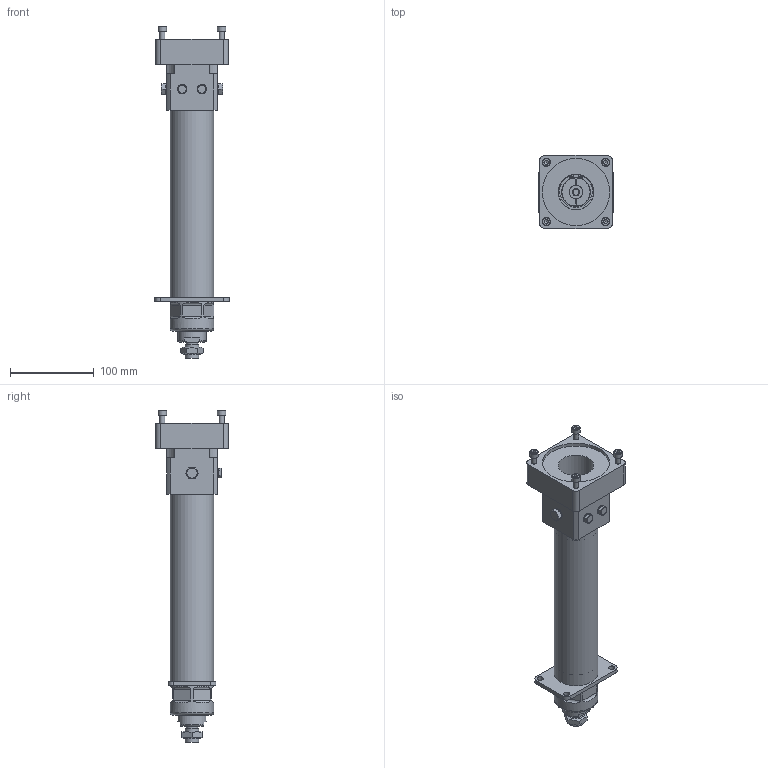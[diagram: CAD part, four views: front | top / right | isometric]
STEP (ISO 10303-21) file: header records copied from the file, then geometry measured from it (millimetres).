
FILE_DESCRIPTION (( 'STEP AP203' ), '1' );
FILE_NAME ('ERD-485331-1.step', '2025-04-03T01:34:13', ( '' ), ( '' ), 'SwSTEP 2.0', 'SolidWorks 2024', '' );
FILE_SCHEMA (( 'CONFIG_CONTROL_DESIGN' ));
Length unit declared in the file: inch
Products named in the file (7): tempJoin0_45109053_ERD-485331-1; tempJoin0_21939226_ERD-485331-1; 21931023_ERD-485331-1; 21931025_ERD-485331-1; tempJoin0_21939202_ERD-485331-1; ERD-485331-1; Base_ERD-485331-1
Assembly tree (6 placements, depth 2):
  ERD-485331-1
    tempJoin0_21939226_ERD-485331-1
    21931023_ERD-485331-1
    tempJoin0_21939202_ERD-485331-1
    21931025_ERD-485331-1
    tempJoin0_45109053_ERD-485331-1
    Base_ERD-485331-1
Bounding box: 88.9 x 87 x 395.69 mm (x, y, z)
Volume: 784173.1 mm3; surface area: 199512 mm2
Topology: 6 solids, 10 shells, 519 faces, 1201 edges, 770 vertices
Faces by surface type: plane 295, cylinder 175, cone 26, torus 23
Full cylindrical faces by diameter (mm): 1.981 x2, 2.921 x4, 3.3 x4, 4 x4, 4.826 x4, 5 x2, 5.001 x4, 5.999 x4, 6 x4, 6.8 x2, 7 x4, 7.137 x4, 7.874 x4, 10 x4, 11.252 x2, 12.7 x1, 13.487 x2, 13.716 x1, 14 x1, 16 x1, 30.48 x1, 33.6 x1, 33.731 x1, 34.925 x1, 35.179 x1, 37.084 x1, 41.992 x1, 42.103 x1, 42.418 x1, 43.18 x1
Entity records: 16219 total; most frequent: CARTESIAN_POINT 3996, DIRECTION 2518, ORIENTED_EDGE 2118, EDGE_CURVE 1059, AXIS2_PLACEMENT_3D 1005, VERTEX_POINT 731, EDGE_LOOP 716, FACE_OUTER_BOUND 596
